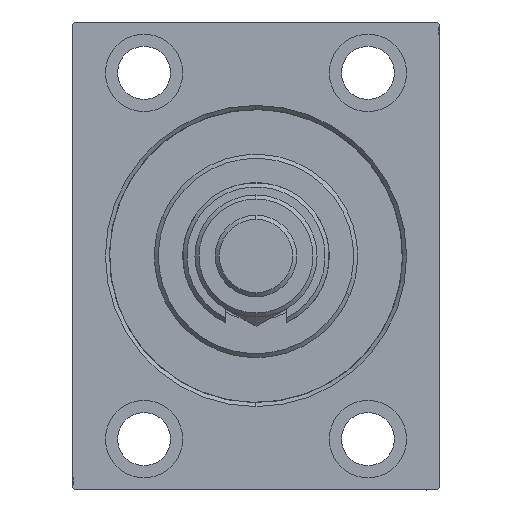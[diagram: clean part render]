
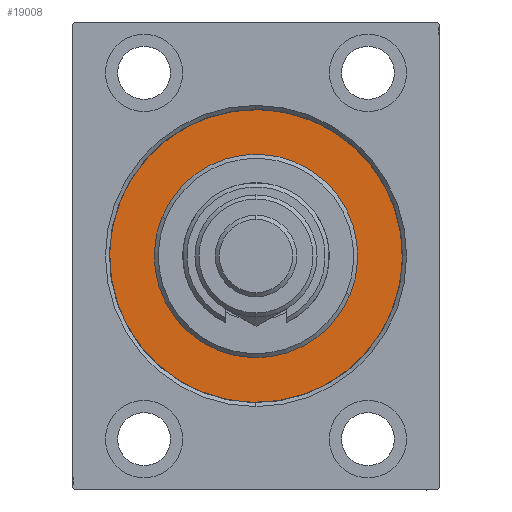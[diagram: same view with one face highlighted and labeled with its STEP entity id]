
A CAD part, left-side view. The second image highlights one B-rep face of the part: STEP entity #19008.
In plain terms, the highlighted face is planar.
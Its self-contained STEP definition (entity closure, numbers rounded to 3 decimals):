
#1445 = PLANE ( 'NONE',  #26023 ) ;
#1784 = CARTESIAN_POINT ( 'NONE',  ( 0., 0., 0. ) ) ;
#5623 = CARTESIAN_POINT ( 'NONE',  ( 0., 0., 0. ) ) ;
#5917 = EDGE_LOOP ( 'NONE', ( #28310, #22867 ) ) ;
#6608 = CARTESIAN_POINT ( 'NONE',  ( 0., 0., 0. ) ) ;
#7761 = CARTESIAN_POINT ( 'NONE',  ( 0., 0., 0. ) ) ;
#8231 = DIRECTION ( 'NONE',  ( 1., 0., 0. ) ) ;
#9329 = DIRECTION ( 'NONE',  ( 0., 0., 1. ) ) ;
#9583 = CARTESIAN_POINT ( 'NONE',  ( 0., 0., 25. ) ) ;
#10621 = DIRECTION ( 'NONE',  ( 0., 0., -1. ) ) ;
#11284 = AXIS2_PLACEMENT_3D ( 'NONE', #5623, #8231, #22661 ) ;
#12830 = CIRCLE ( 'NONE', #25645, 36. ) ;
#15727 = CARTESIAN_POINT ( 'NONE',  ( 0., 0., 36. ) ) ;
#16206 = DIRECTION ( 'NONE',  ( -1., 0., 0. ) ) ;
#16241 = VERTEX_POINT ( 'NONE', #15727 ) ;
#19008 = ADVANCED_FACE ( 'NONE', ( #37383, #31221 ), #1445, .F. ) ;
#19279 = EDGE_CURVE ( 'NONE', #16241, #33311, #19993, .T. ) ;
#19731 = ORIENTED_EDGE ( 'NONE', *, *, #35834, .F. ) ;
#19993 = CIRCLE ( 'NONE', #42625, 36. ) ;
#21966 = DIRECTION ( 'NONE',  ( -1., 0., 0. ) ) ;
#22661 = DIRECTION ( 'NONE',  ( 0., 0., -1. ) ) ;
#22867 = ORIENTED_EDGE ( 'NONE', *, *, #19279, .F. ) ;
#25546 = CIRCLE ( 'NONE', #45172, 25. ) ;
#25645 = AXIS2_PLACEMENT_3D ( 'NONE', #1784, #16206, #9329 ) ;
#26023 = AXIS2_PLACEMENT_3D ( 'NONE', #27440, #41169, #44951 ) ;
#26218 = DIRECTION ( 'NONE',  ( 0., 0., 1. ) ) ;
#27440 = CARTESIAN_POINT ( 'NONE',  ( 0., 0., 0. ) ) ;
#28310 = ORIENTED_EDGE ( 'NONE', *, *, #35412, .F. ) ;
#30667 = ORIENTED_EDGE ( 'NONE', *, *, #32585, .F. ) ;
#30829 = EDGE_LOOP ( 'NONE', ( #30667, #19731 ) ) ;
#31221 = FACE_OUTER_BOUND ( 'NONE', #5917, .T. ) ;
#32585 = EDGE_CURVE ( 'NONE', #36666, #36250, #25546, .T. ) ;
#33311 = VERTEX_POINT ( 'NONE', #37744 ) ;
#35412 = EDGE_CURVE ( 'NONE', #33311, #16241, #12830, .T. ) ;
#35834 = EDGE_CURVE ( 'NONE', #36250, #36666, #46765, .T. ) ;
#36250 = VERTEX_POINT ( 'NONE', #37496 ) ;
#36666 = VERTEX_POINT ( 'NONE', #9583 ) ;
#37383 = FACE_BOUND ( 'NONE', #30829, .T. ) ;
#37496 = CARTESIAN_POINT ( 'NONE',  ( 0., 0., -25. ) ) ;
#37744 = CARTESIAN_POINT ( 'NONE',  ( 0., 0., -36. ) ) ;
#38765 = DIRECTION ( 'NONE',  ( 1., 0., 0. ) ) ;
#41169 = DIRECTION ( 'NONE',  ( -1., 0., 0. ) ) ;
#42625 = AXIS2_PLACEMENT_3D ( 'NONE', #7761, #21966, #26218 ) ;
#44951 = DIRECTION ( 'NONE',  ( 0., 0., 1. ) ) ;
#45172 = AXIS2_PLACEMENT_3D ( 'NONE', #6608, #38765, #10621 ) ;
#46765 = CIRCLE ( 'NONE', #11284, 25. ) ;
